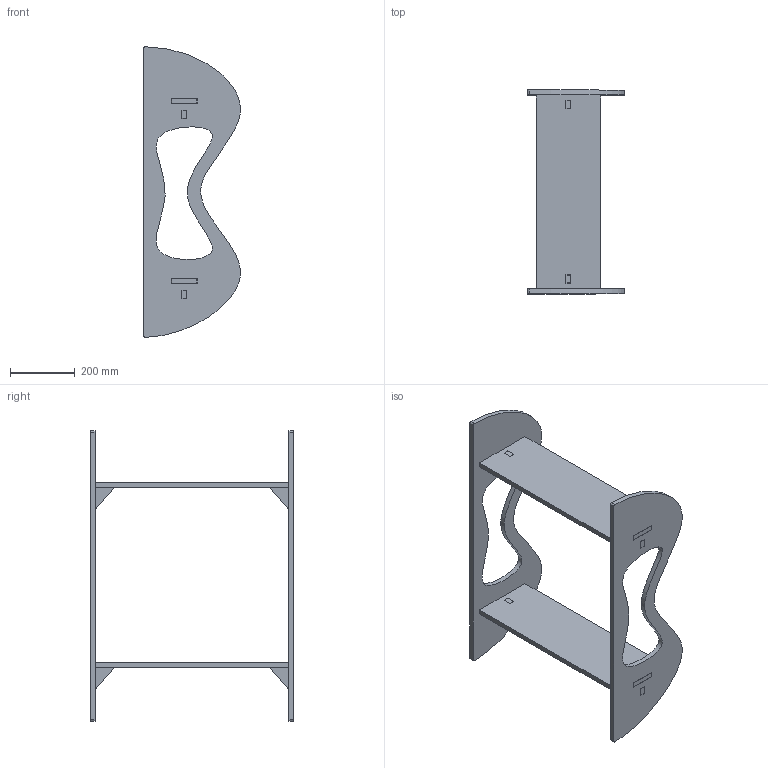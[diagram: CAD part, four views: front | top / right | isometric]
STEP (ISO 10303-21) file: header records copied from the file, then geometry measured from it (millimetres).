
FILE_DESCRIPTION(/* description */ (''),/* implementation_level */ '2;1');
FILE_NAME(/* name */ '5fbbe06ec4e81b19497b5a09',/* time_stamp */ '2020-11-23T16:16:47+00:00',/* author */ (''),/* organization */ (''),/* preprocessor_version */ 'ST-DEVELOPER v16.7',/* originating_system */ $,/* authorisation */ $);
FILE_SCHEMA (('AUTOMOTIVE_DESIGN {1 0 10303 214 3 1 1}'));
Length unit declared in the file: metre
Products named in the file (4): Assembly 1; Part 1
Assembly tree (8 placements, depth 2):
  Assembly 1
    Part 1  x4
    Part 1  x2
    Part 1  x2
Bounding box: 300.02 x 630.6 x 899.92 mm (x, y, z)
Volume: 8750362.8 mm3; surface area: 1336127.4 mm2
Topology: 8 solids, 8 shells, 166 faces, 450 edges, 300 vertices
Faces by surface type: plane 134, cylinder 28, bspline 4
Entity records: 2328 total; most frequent: CARTESIAN_POINT 488, ORIENTED_EDGE 358, DIRECTION 341, EDGE_CURVE 179, LINE 155, VECTOR 155, VERTEX_POINT 120, AXIS2_PLACEMENT_3D 93
